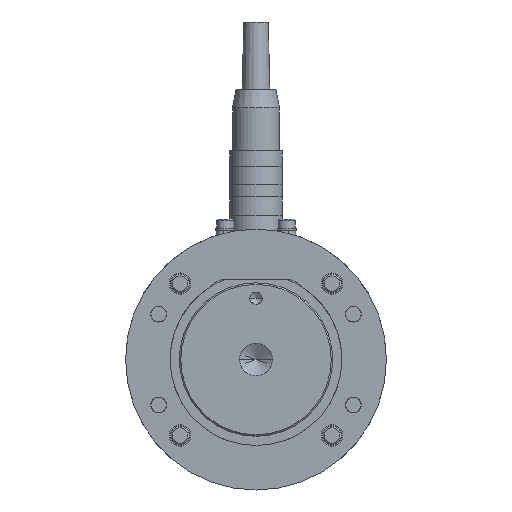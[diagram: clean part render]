
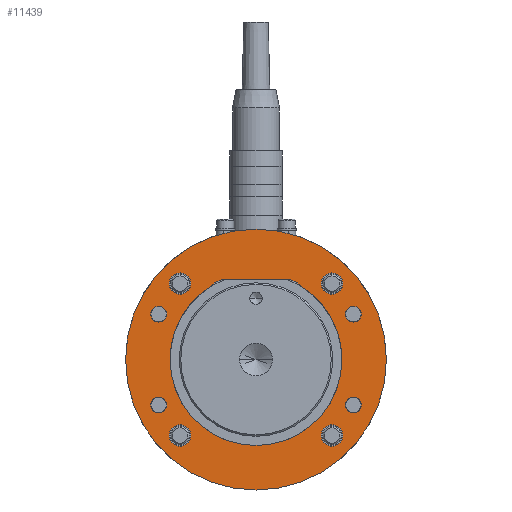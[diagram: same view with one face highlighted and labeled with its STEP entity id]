
A CAD part, left-side view. The second image highlights one B-rep face of the part: STEP entity #11439.
In plain terms, the highlighted face is planar.
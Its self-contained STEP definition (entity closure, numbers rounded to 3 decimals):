
#10693=CARTESIAN_POINT('',(0.0,4.475,47.5));
#10694=VERTEX_POINT('',#10693);
#10710=CARTESIAN_POINT('',(0.,4.475,-37.5));
#10711=VERTEX_POINT('',#10710);
#10718=CARTESIAN_POINT('',(0.0,4.475,5.0));
#10719=DIRECTION('',(0.0,-1.0,0.0));
#10720=DIRECTION('',(0.0,0.0,1.0));
#10721=AXIS2_PLACEMENT_3D('',#10718,#10719,#10720);
#10722=CIRCLE('',#10721,42.5);
#10723=EDGE_CURVE('',#10711,#10694,#10722,.T.);
#10735=CARTESIAN_POINT('',(24.749,4.475,26.249));
#10736=VERTEX_POINT('',#10735);
#10752=CARTESIAN_POINT('',(24.749,4.475,33.249));
#10753=VERTEX_POINT('',#10752);
#10760=CARTESIAN_POINT('',(24.749,4.475,29.749));
#10761=DIRECTION('',(0.0,-1.0,0.0));
#10762=DIRECTION('',(0.0,0.0,-1.0));
#10763=AXIS2_PLACEMENT_3D('',#10760,#10761,#10762);
#10764=CIRCLE('',#10763,3.5);
#10765=EDGE_CURVE('',#10736,#10753,#10764,.T.);
#10777=CARTESIAN_POINT('',(-21.249,4.475,29.749));
#10778=VERTEX_POINT('',#10777);
#10794=CARTESIAN_POINT('',(-28.249,4.475,29.749));
#10795=VERTEX_POINT('',#10794);
#10802=CARTESIAN_POINT('',(-24.749,4.475,29.749));
#10803=DIRECTION('',(0.0,-1.0,0.0));
#10804=DIRECTION('',(1.0,0.0,0.0));
#10805=AXIS2_PLACEMENT_3D('',#10802,#10803,#10804);
#10806=CIRCLE('',#10805,3.5);
#10807=EDGE_CURVE('',#10778,#10795,#10806,.T.);
#10819=CARTESIAN_POINT('',(-24.749,4.475,-16.249));
#10820=VERTEX_POINT('',#10819);
#10836=CARTESIAN_POINT('',(-24.749,4.475,-23.249));
#10837=VERTEX_POINT('',#10836);
#10844=CARTESIAN_POINT('',(-24.749,4.475,-19.749));
#10845=DIRECTION('',(0.0,-1.0,0.0));
#10846=DIRECTION('',(0.0,0.0,1.0));
#10847=AXIS2_PLACEMENT_3D('',#10844,#10845,#10846);
#10848=CIRCLE('',#10847,3.5);
#10849=EDGE_CURVE('',#10820,#10837,#10848,.T.);
#10861=CARTESIAN_POINT('',(21.249,4.475,-19.749));
#10862=VERTEX_POINT('',#10861);
#10878=CARTESIAN_POINT('',(28.249,4.475,-19.749));
#10879=VERTEX_POINT('',#10878);
#10886=CARTESIAN_POINT('',(24.749,4.475,-19.749));
#10887=DIRECTION('',(0.0,-1.0,0.0));
#10888=DIRECTION('',(-1.0,0.0,0.0));
#10889=AXIS2_PLACEMENT_3D('',#10886,#10887,#10888);
#10890=CIRCLE('',#10889,3.5);
#10891=EDGE_CURVE('',#10862,#10879,#10890,.T.);
#10903=CARTESIAN_POINT('',(-31.721,4.475,17.215));
#10904=VERTEX_POINT('',#10903);
#10920=CARTESIAN_POINT('',(-31.721,4.475,22.368));
#10921=VERTEX_POINT('',#10920);
#10928=CARTESIAN_POINT('',(-31.721,4.475,19.792));
#10929=DIRECTION('',(0.0,-1.0,0.0));
#10930=DIRECTION('',(0.0,0.0,-1.0));
#10931=AXIS2_PLACEMENT_3D('',#10928,#10929,#10930);
#10932=CIRCLE('',#10931,2.576);
#10933=EDGE_CURVE('',#10904,#10921,#10932,.T.);
#10945=CARTESIAN_POINT('',(31.719,4.475,17.215));
#10946=VERTEX_POINT('',#10945);
#10962=CARTESIAN_POINT('',(31.719,4.475,22.368));
#10963=VERTEX_POINT('',#10962);
#10970=CARTESIAN_POINT('',(31.719,4.475,19.792));
#10971=DIRECTION('',(0.0,-1.0,0.0));
#10972=DIRECTION('',(0.0,0.0,-1.0));
#10973=AXIS2_PLACEMENT_3D('',#10970,#10971,#10972);
#10974=CIRCLE('',#10973,2.576);
#10975=EDGE_CURVE('',#10946,#10963,#10974,.T.);
#10987=CARTESIAN_POINT('',(-31.721,4.475,-12.365));
#10988=VERTEX_POINT('',#10987);
#11004=CARTESIAN_POINT('',(-31.721,4.475,-7.212));
#11005=VERTEX_POINT('',#11004);
#11012=CARTESIAN_POINT('',(-31.721,4.475,-9.788));
#11013=DIRECTION('',(0.0,-1.0,0.0));
#11014=DIRECTION('',(0.0,0.0,-1.0));
#11015=AXIS2_PLACEMENT_3D('',#11012,#11013,#11014);
#11016=CIRCLE('',#11015,2.576);
#11017=EDGE_CURVE('',#10988,#11005,#11016,.T.);
#11029=CARTESIAN_POINT('',(31.719,4.475,-12.365));
#11030=VERTEX_POINT('',#11029);
#11046=CARTESIAN_POINT('',(31.719,4.475,-7.212));
#11047=VERTEX_POINT('',#11046);
#11054=CARTESIAN_POINT('',(31.719,4.475,-9.788));
#11055=DIRECTION('',(0.0,-1.0,0.0));
#11056=DIRECTION('',(0.0,0.0,-1.0));
#11057=AXIS2_PLACEMENT_3D('',#11054,#11055,#11056);
#11058=CIRCLE('',#11057,2.576);
#11059=EDGE_CURVE('',#11030,#11047,#11058,.T.);
#11070=CARTESIAN_POINT('',(31.719,4.475,-9.788));
#11071=DIRECTION('',(0.0,-1.0,0.0));
#11072=DIRECTION('',(0.0,0.0,-1.0));
#11073=AXIS2_PLACEMENT_3D('',#11070,#11071,#11072);
#11074=CIRCLE('',#11073,2.576);
#11075=EDGE_CURVE('',#11047,#11030,#11074,.T.);
#11094=CARTESIAN_POINT('',(-31.721,4.475,-9.788));
#11095=DIRECTION('',(0.0,-1.0,0.0));
#11096=DIRECTION('',(0.0,0.0,-1.0));
#11097=AXIS2_PLACEMENT_3D('',#11094,#11095,#11096);
#11098=CIRCLE('',#11097,2.576);
#11099=EDGE_CURVE('',#11005,#10988,#11098,.T.);
#11118=CARTESIAN_POINT('',(31.719,4.475,19.792));
#11119=DIRECTION('',(0.0,-1.0,0.0));
#11120=DIRECTION('',(0.0,0.0,-1.0));
#11121=AXIS2_PLACEMENT_3D('',#11118,#11119,#11120);
#11122=CIRCLE('',#11121,2.576);
#11123=EDGE_CURVE('',#10963,#10946,#11122,.T.);
#11142=CARTESIAN_POINT('',(-31.721,4.475,19.792));
#11143=DIRECTION('',(0.0,-1.0,0.0));
#11144=DIRECTION('',(0.0,0.0,-1.0));
#11145=AXIS2_PLACEMENT_3D('',#11142,#11143,#11144);
#11146=CIRCLE('',#11145,2.576);
#11147=EDGE_CURVE('',#10921,#10904,#11146,.T.);
#11165=CARTESIAN_POINT('',(10.5,4.475,31.0));
#11166=VERTEX_POINT('',#11165);
#11167=CARTESIAN_POINT('',(-10.5,4.475,31.0));
#11168=VERTEX_POINT('',#11167);
#11169=CARTESIAN_POINT('',(10.5,4.475,31.0));
#11170=DIRECTION('',(-1.0,0.0,0.0));
#11171=VECTOR('',#11170,21.0);
#11172=LINE('',#11169,#11171);
#11173=EDGE_CURVE('',#11166,#11168,#11172,.T.);
#11205=CARTESIAN_POINT('',(-14.562,4.475,28.915));
#11206=VERTEX_POINT('',#11205);
#11207=CARTESIAN_POINT('',(-10.5,4.475,26.0));
#11208=DIRECTION('',(0.0,-1.0,0.0));
#11209=DIRECTION('',(1.0,0.0,0.0));
#11210=AXIS2_PLACEMENT_3D('',#11207,#11208,#11209);
#11211=CIRCLE('',#11210,5.0);
#11212=EDGE_CURVE('',#11168,#11206,#11211,.T.);
#11238=CARTESIAN_POINT('',(14.562,4.475,28.915));
#11239=VERTEX_POINT('',#11238);
#11240=CARTESIAN_POINT('',(0.0,4.475,5.0));
#11241=DIRECTION('',(0.0,-1.0,0.0));
#11242=DIRECTION('',(1.0,0.0,0.0));
#11243=AXIS2_PLACEMENT_3D('',#11240,#11241,#11242);
#11244=CIRCLE('',#11243,28.0);
#11245=EDGE_CURVE('',#11206,#11239,#11244,.T.);
#11271=CARTESIAN_POINT('',(10.5,4.475,26.0));
#11272=DIRECTION('',(0.0,-1.0,0.0));
#11273=DIRECTION('',(1.0,0.0,0.0));
#11274=AXIS2_PLACEMENT_3D('',#11271,#11272,#11273);
#11275=CIRCLE('',#11274,5.0);
#11276=EDGE_CURVE('',#11239,#11166,#11275,.T.);
#11296=CARTESIAN_POINT('',(24.749,4.475,-19.749));
#11297=DIRECTION('',(0.0,-1.0,0.0));
#11298=DIRECTION('',(-1.0,0.0,0.0));
#11299=AXIS2_PLACEMENT_3D('',#11296,#11297,#11298);
#11300=CIRCLE('',#11299,3.5);
#11301=EDGE_CURVE('',#10879,#10862,#11300,.T.);
#11320=CARTESIAN_POINT('',(-24.749,4.475,-19.749));
#11321=DIRECTION('',(0.0,-1.0,0.0));
#11322=DIRECTION('',(0.0,0.0,1.0));
#11323=AXIS2_PLACEMENT_3D('',#11320,#11321,#11322);
#11324=CIRCLE('',#11323,3.5);
#11325=EDGE_CURVE('',#10837,#10820,#11324,.T.);
#11344=CARTESIAN_POINT('',(-24.749,4.475,29.749));
#11345=DIRECTION('',(0.0,-1.0,0.0));
#11346=DIRECTION('',(1.0,0.0,0.0));
#11347=AXIS2_PLACEMENT_3D('',#11344,#11345,#11346);
#11348=CIRCLE('',#11347,3.5);
#11349=EDGE_CURVE('',#10795,#10778,#11348,.T.);
#11368=CARTESIAN_POINT('',(24.749,4.475,29.749));
#11369=DIRECTION('',(0.0,-1.0,0.0));
#11370=DIRECTION('',(0.0,0.0,-1.0));
#11371=AXIS2_PLACEMENT_3D('',#11368,#11369,#11370);
#11372=CIRCLE('',#11371,3.5);
#11373=EDGE_CURVE('',#10753,#10736,#11372,.T.);
#11386=CARTESIAN_POINT('',(-46.75,4.475,-41.75));
#11387=DIRECTION('',(0.0,1.0,0.0));
#11388=DIRECTION('',(0.0,0.0,1.0));
#11389=AXIS2_PLACEMENT_3D('',#11386,#11387,#11388);
#11390=PLANE('',#11389);
#11391=CARTESIAN_POINT('',(0.0,4.475,5.0));
#11392=DIRECTION('',(0.0,-1.0,0.0));
#11393=DIRECTION('',(0.0,0.0,1.0));
#11394=AXIS2_PLACEMENT_3D('',#11391,#11392,#11393);
#11395=CIRCLE('',#11394,42.5);
#11396=EDGE_CURVE('',#10694,#10711,#11395,.T.);
#11397=ORIENTED_EDGE('',*,*,#11396,.F.);
#11398=ORIENTED_EDGE('',*,*,#10723,.F.);
#11399=EDGE_LOOP('',(#11397,#11398));
#11400=FACE_OUTER_BOUND('',#11399,.T.);
#11401=ORIENTED_EDGE('',*,*,#11075,.T.);
#11402=ORIENTED_EDGE('',*,*,#11059,.T.);
#11403=EDGE_LOOP('',(#11401,#11402));
#11404=FACE_BOUND('',#11403,.T.);
#11405=ORIENTED_EDGE('',*,*,#11099,.T.);
#11406=ORIENTED_EDGE('',*,*,#11017,.T.);
#11407=EDGE_LOOP('',(#11405,#11406));
#11408=FACE_BOUND('',#11407,.T.);
#11409=ORIENTED_EDGE('',*,*,#11123,.T.);
#11410=ORIENTED_EDGE('',*,*,#10975,.T.);
#11411=EDGE_LOOP('',(#11409,#11410));
#11412=FACE_BOUND('',#11411,.T.);
#11413=ORIENTED_EDGE('',*,*,#11147,.T.);
#11414=ORIENTED_EDGE('',*,*,#10933,.T.);
#11415=EDGE_LOOP('',(#11413,#11414));
#11416=FACE_BOUND('',#11415,.T.);
#11417=ORIENTED_EDGE('',*,*,#11245,.T.);
#11418=ORIENTED_EDGE('',*,*,#11276,.T.);
#11419=ORIENTED_EDGE('',*,*,#11173,.T.);
#11420=ORIENTED_EDGE('',*,*,#11212,.T.);
#11421=EDGE_LOOP('',(#11417,#11418,#11419,#11420));
#11422=FACE_BOUND('',#11421,.T.);
#11423=ORIENTED_EDGE('',*,*,#11301,.T.);
#11424=ORIENTED_EDGE('',*,*,#10891,.T.);
#11425=EDGE_LOOP('',(#11423,#11424));
#11426=FACE_BOUND('',#11425,.T.);
#11427=ORIENTED_EDGE('',*,*,#11325,.T.);
#11428=ORIENTED_EDGE('',*,*,#10849,.T.);
#11429=EDGE_LOOP('',(#11427,#11428));
#11430=FACE_BOUND('',#11429,.T.);
#11431=ORIENTED_EDGE('',*,*,#11349,.T.);
#11432=ORIENTED_EDGE('',*,*,#10807,.T.);
#11433=EDGE_LOOP('',(#11431,#11432));
#11434=FACE_BOUND('',#11433,.T.);
#11435=ORIENTED_EDGE('',*,*,#11373,.T.);
#11436=ORIENTED_EDGE('',*,*,#10765,.T.);
#11437=EDGE_LOOP('',(#11435,#11436));
#11438=FACE_BOUND('',#11437,.T.);
#11439=ADVANCED_FACE('',(#11400,#11404,#11408,#11412,#11416,#11422,#11426,#11430,#11434,#11438),#11390,.T.);
